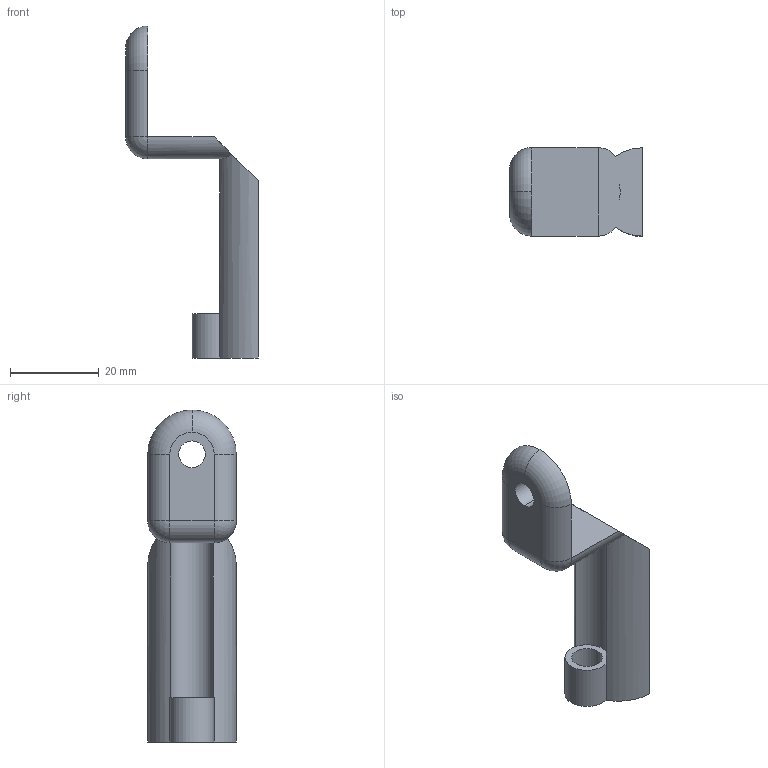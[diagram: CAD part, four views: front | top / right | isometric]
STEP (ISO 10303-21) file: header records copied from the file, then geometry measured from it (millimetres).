
FILE_DESCRIPTION (( 'STEP AP214' ), '1' );
FILE_NAME ('Pieza1.STEP', '2019-04-01T22:31:24', ( 'MariaConsuegra' ), ( '' ), 'SwSTEP 2.0', 'SolidWorks 2015', '' );
FILE_SCHEMA (( 'AUTOMOTIVE_DESIGN' ));
Length unit declared in the file: millimetre
Products named in the file (1): Pieza1
Bounding box: 30 x 20 x 75 mm (x, y, z)
Volume: 9357.2 mm3; surface area: 5108.3 mm2
Topology: 1 solids, 1 shells, 25 faces, 61 edges, 36 vertices
Faces by surface type: cylinder 13, plane 8, torus 2, sphere 2
Entity records: 774 total; most frequent: CARTESIAN_POINT 147, DIRECTION 134, ORIENTED_EDGE 118, EDGE_CURVE 59, AXIS2_PLACEMENT_3D 55, VERTEX_POINT 36, EDGE_LOOP 29, CIRCLE 29
